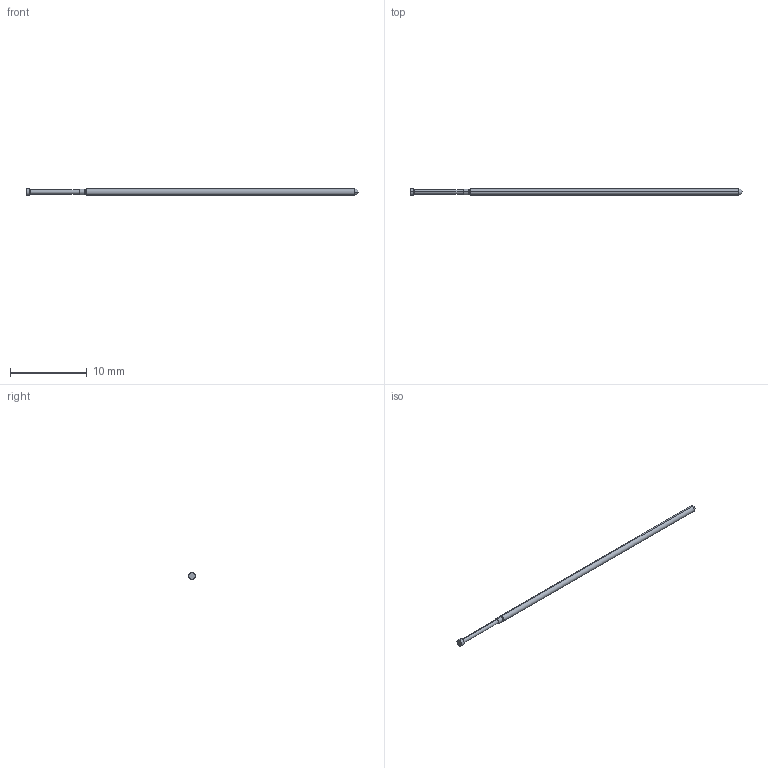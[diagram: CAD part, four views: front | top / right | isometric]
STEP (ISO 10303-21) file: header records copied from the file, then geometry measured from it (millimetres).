
FILE_DESCRIPTION (( 'STEP AP214' ), '1' );
FILE_NAME ('050-PRP2510_-_.STEP', '2011-05-02T13:47:55', ( 'Spare' ), ( '' ), 'SwSTEP 2.0', 'SolidWorks 2011', '' );
FILE_SCHEMA (( 'AUTOMOTIVE_DESIGN' ));
Length unit declared in the file: inch
Products named in the file (1): 050-PRP2510_-_
Bounding box: 43.18 x 0.89 x 0.89 mm (x, y, z)
Volume: 19 mm3; surface area: 102.1 mm2
Topology: 1 solids, 1 shells, 20 faces, 42 edges, 23 vertices
Faces by surface type: cylinder 8, cone 4, torus 4, sphere 2, plane 2
Entity records: 564 total; most frequent: DIRECTION 110, CARTESIAN_POINT 84, ORIENTED_EDGE 80, AXIS2_PLACEMENT_3D 49, EDGE_CURVE 40, CIRCLE 28, VERTEX_POINT 23, EDGE_LOOP 21
